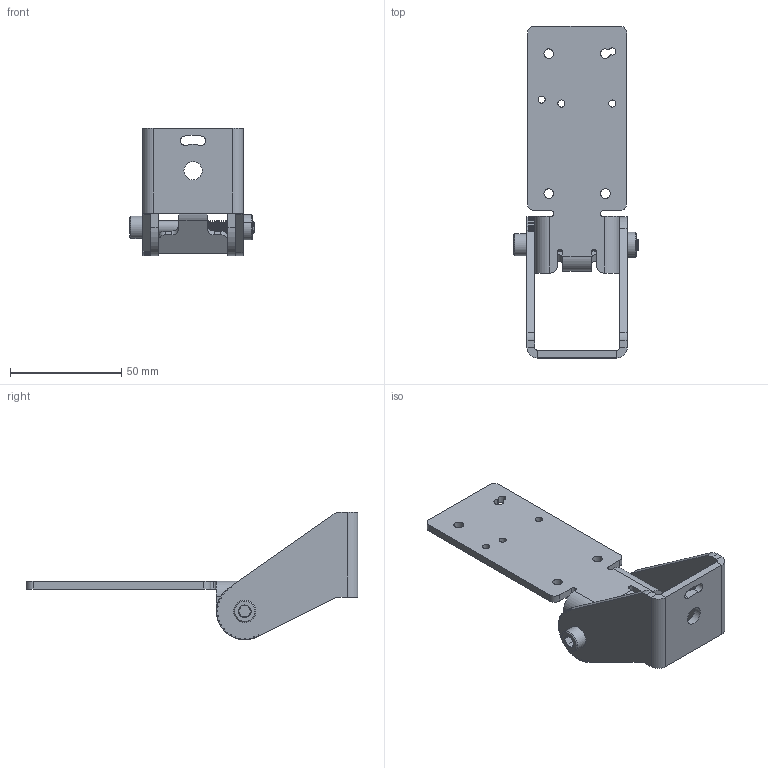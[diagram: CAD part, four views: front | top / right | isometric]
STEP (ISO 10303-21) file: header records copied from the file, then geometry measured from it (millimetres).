
FILE_DESCRIPTION (( 'STEP AP203' ), '1' );
FILE_NAME ('PTU-BH.STEP', '2023-02-03T13:11:33', ( '' ), ( '' ), 'SwSTEP 2.0', 'SolidWorks 2021', '' );
FILE_SCHEMA (( 'CONFIG_CONTROL_DESIGN' ));
Length unit declared in the file: inch
Products named in the file (6): 200300_BOM; SP-M6-1; 200301; 91292A144_91292A144; PTU-BH; 201634
Assembly tree (5 placements, depth 3):
  PTU-BH
    200300_BOM
      200301
      SP-M6-1
    201634
    91292A144_91292A144
Bounding box: 56 x 148.97 x 57.15 mm (x, y, z)
Volume: 39876.4 mm3; surface area: 27924.3 mm2
Topology: 4 solids, 4 shells, 370 faces, 1002 edges, 651 vertices
Faces by surface type: cylinder 186, plane 163, cone 18, bspline 3
Full cylindrical faces by diameter (mm): 3.2 x3, 4.32 x3, 6 x23, 6.1 x1, 6.2 x2, 8.204 x1, 8.75 x1, 10 x1
Entity records: 15665 total; most frequent: CARTESIAN_POINT 6155, DIRECTION 1938, ORIENTED_EDGE 1808, EDGE_CURVE 904, AXIS2_PLACEMENT_3D 697, VERTEX_POINT 592, LINE 544, VECTOR 544
